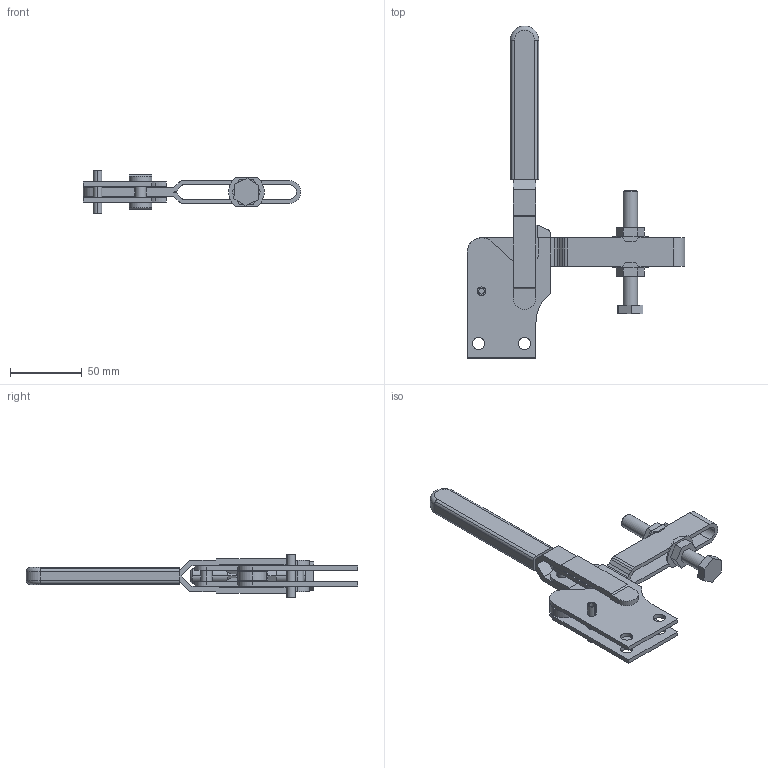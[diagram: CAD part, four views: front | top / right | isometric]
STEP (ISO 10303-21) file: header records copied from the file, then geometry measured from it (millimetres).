
FILE_DESCRIPTION((''),'2;1');
FILE_NAME('MG5U.stp','2006-07-11T16:24:50',('Matthew'),(''),'Autodesk Inventor 8','Autodesk Inventor 8','');
FILE_SCHEMA(('AUTOMOTIVE_DESIGN { 1 0 10303 214 1 1 1 1 }'));
Length unit declared in the file: millimetre
Products named in the file (7): MG5U; MG5U1; MG5U2; MG5U3; MG5U4; MG5U5; MG5U6
Assembly tree (6 placements, depth 2):
  MG5U
    MG5U1
    MG5U2
    MG5U3
    MG5U4
    MG5U5
    MG5U6
Bounding box: 152 x 232 x 30 mm (x, y, z)
Volume: 94672.1 mm3; surface area: 54925.5 mm2
Topology: 7 solids, 7 shells, 261 faces, 697 edges, 460 vertices
Faces by surface type: plane 95, cylinder 84, bspline 78, torus 2, cone 2
Entity records: 8833 total; most frequent: CARTESIAN_POINT 2099, ORIENTED_EDGE 1394, DIRECTION 1333, EDGE_CURVE 697, VERTEX_POINT 460, VECTOR 453, LINE 453, AXIS2_PLACEMENT_3D 440
